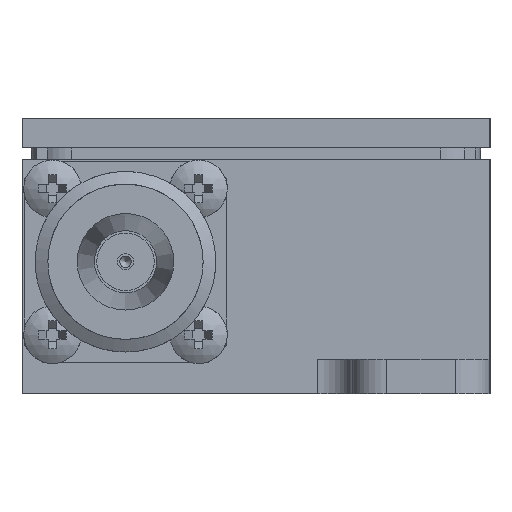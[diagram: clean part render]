
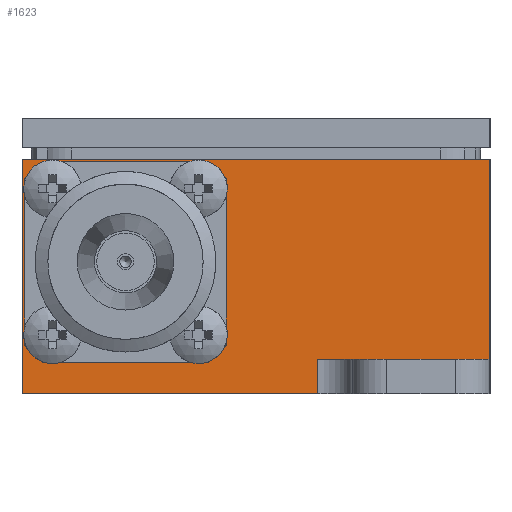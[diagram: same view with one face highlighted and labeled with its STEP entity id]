
A CAD part, left-side view. The second image highlights one B-rep face of the part: STEP entity #1623.
In plain terms, the highlighted planar face has unit normal (-1, 0, 0).
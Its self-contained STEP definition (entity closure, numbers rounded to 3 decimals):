
#1623=ADVANCED_FACE('',(#8678,#8680),#8682,.F.);
#8678=FACE_BOUND('',#8679,.T.);
#8679=EDGE_LOOP('',(#17650,#17651,#17652,#17653,#17654,#17655));
#8680=FACE_BOUND('',#8681,.T.);
#8681=EDGE_LOOP('',(#17656,#17657,#17658,#17659,#17660,#17661,#17662,#17663));
#8682=PLANE('',#8683);
#8683=AXIS2_PLACEMENT_3D('',#8684,#8685,#8686);
#8684=CARTESIAN_POINT('',(-46.9,-20.35,3.));
#8685=DIRECTION('',(1.,0.,0.));
#8686=DIRECTION('',(0.,0.,1.));
#17650=ORIENTED_EDGE('',*,*,#21310,.F.);
#17651=ORIENTED_EDGE('',*,*,#21311,.F.);
#17652=ORIENTED_EDGE('',*,*,#21312,.F.);
#17653=ORIENTED_EDGE('',*,*,#21313,.T.);
#17654=ORIENTED_EDGE('',*,*,#21314,.F.);
#17655=ORIENTED_EDGE('',*,*,#21315,.T.);
#17656=ORIENTED_EDGE('',*,*,#21316,.F.);
#17657=ORIENTED_EDGE('',*,*,#21317,.F.);
#17658=ORIENTED_EDGE('',*,*,#21318,.F.);
#17659=ORIENTED_EDGE('',*,*,#21319,.T.);
#17660=ORIENTED_EDGE('',*,*,#21320,.T.);
#17661=ORIENTED_EDGE('',*,*,#21321,.T.);
#17662=ORIENTED_EDGE('',*,*,#21322,.T.);
#17663=ORIENTED_EDGE('',*,*,#21323,.F.);
#21310=EDGE_CURVE('',#23546,#23547,#23548,.T.);
#21311=EDGE_CURVE('',#23549,#23546,#23550,.T.);
#21312=EDGE_CURVE('',#23551,#23549,#23552,.T.);
#21313=EDGE_CURVE('',#23551,#23553,#23554,.T.);
#21314=EDGE_CURVE('',#23555,#23553,#23556,.T.);
#21315=EDGE_CURVE('',#23555,#23547,#23557,.T.);
#21316=EDGE_CURVE('',#23558,#23559,#23560,.T.);
#21317=EDGE_CURVE('',#23561,#23558,#23562,.T.);
#21318=EDGE_CURVE('',#23563,#23561,#23564,.T.);
#21319=EDGE_CURVE('',#23563,#23565,#23566,.T.);
#21320=EDGE_CURVE('',#23565,#23567,#23568,.T.);
#21321=EDGE_CURVE('',#23567,#23569,#23570,.T.);
#21322=EDGE_CURVE('',#23569,#23571,#23572,.T.);
#21323=EDGE_CURVE('',#23559,#23571,#23573,.T.);
#23546=VERTEX_POINT('',#29610);
#23547=VERTEX_POINT('',#29611);
#23548=LINE('',#29612,#29613);
#23549=VERTEX_POINT('',#29615);
#23550=LINE('',#29616,#29617);
#23551=VERTEX_POINT('',#29619);
#23552=LINE('',#29620,#29621);
#23553=VERTEX_POINT('',#29623);
#23554=LINE('',#29624,#29625);
#23555=VERTEX_POINT('',#29627);
#23556=LINE('',#29628,#29629);
#23557=LINE('',#29631,#29632);
#23558=VERTEX_POINT('',#29634);
#23559=VERTEX_POINT('',#29635);
#23560=LINE('',#29636,#29637);
#23561=VERTEX_POINT('',#29639);
#23562=LINE('',#29640,#29641);
#23563=VERTEX_POINT('',#29643);
#23564=LINE('',#29644,#29645);
#23565=VERTEX_POINT('',#29647);
#23566=LINE('',#29648,#29649);
#23567=VERTEX_POINT('',#29651);
#23568=LINE('',#29652,#29653);
#23569=VERTEX_POINT('',#29655);
#23570=LINE('',#29656,#29657);
#23571=VERTEX_POINT('',#29659);
#23572=LINE('',#29660,#29661);
#23573=LINE('',#29663,#29664);
#29610=CARTESIAN_POINT('',(-46.9,20.35,20.4));
#29611=CARTESIAN_POINT('',(-46.9,-20.35,20.4));
#29612=CARTESIAN_POINT('',(-46.9,20.35,20.4));
#29613=VECTOR('',#29614,1.);
#29614=DIRECTION('',(0.,-1.,0.));
#29615=CARTESIAN_POINT('',(-46.9,20.35,0.));
#29616=CARTESIAN_POINT('',(-46.9,20.35,0.));
#29617=VECTOR('',#29618,1.);
#29618=DIRECTION('',(0.,0.,1.));
#29619=CARTESIAN_POINT('',(-46.9,-5.35,0.));
#29620=CARTESIAN_POINT('',(-46.9,-5.35,0.));
#29621=VECTOR('',#29622,1.);
#29622=DIRECTION('',(0.,1.,0.));
#29623=CARTESIAN_POINT('',(-46.9,-5.35,3.));
#29624=CARTESIAN_POINT('',(-46.9,-5.35,0.));
#29625=VECTOR('',#29626,1.);
#29626=DIRECTION('',(0.,0.,1.));
#29627=CARTESIAN_POINT('',(-46.9,-20.35,3.));
#29628=CARTESIAN_POINT('',(-46.9,-20.35,3.));
#29629=VECTOR('',#29630,1.);
#29630=DIRECTION('',(0.,1.,0.));
#29631=CARTESIAN_POINT('',(-46.9,-20.35,3.));
#29632=VECTOR('',#29633,1.);
#29633=DIRECTION('',(0.,0.,1.));
#29634=CARTESIAN_POINT('',(-46.9,2.6,4.25));
#29635=CARTESIAN_POINT('',(-46.9,2.6,18.75));
#29636=CARTESIAN_POINT('',(-46.9,2.6,4.25));
#29637=VECTOR('',#29638,1.);
#29638=DIRECTION('',(0.,0.,1.));
#29639=CARTESIAN_POINT('',(-46.9,4.1,2.75));
#29640=CARTESIAN_POINT('',(-46.9,4.1,2.75));
#29641=VECTOR('',#29642,1.);
#29642=DIRECTION('',(0.,-0.707,0.707));
#29643=CARTESIAN_POINT('',(-46.9,18.6,2.75));
#29644=CARTESIAN_POINT('',(-46.9,18.6,2.75));
#29645=VECTOR('',#29646,1.);
#29646=DIRECTION('',(0.,-1.,0.));
#29647=CARTESIAN_POINT('',(-46.9,20.1,4.25));
#29648=CARTESIAN_POINT('',(-46.9,18.6,2.75));
#29649=VECTOR('',#29650,1.);
#29650=DIRECTION('',(0.,0.707,0.707));
#29651=CARTESIAN_POINT('',(-46.9,20.1,18.75));
#29652=CARTESIAN_POINT('',(-46.9,20.1,4.25));
#29653=VECTOR('',#29654,1.);
#29654=DIRECTION('',(0.,0.,1.));
#29655=CARTESIAN_POINT('',(-46.9,18.6,20.25));
#29656=CARTESIAN_POINT('',(-46.9,20.1,18.75));
#29657=VECTOR('',#29658,1.);
#29658=DIRECTION('',(0.,-0.707,0.707));
#29659=CARTESIAN_POINT('',(-46.9,4.1,20.25));
#29660=CARTESIAN_POINT('',(-46.9,18.6,20.25));
#29661=VECTOR('',#29662,1.);
#29662=DIRECTION('',(0.,-1.,0.));
#29663=CARTESIAN_POINT('',(-46.9,2.6,18.75));
#29664=VECTOR('',#29665,1.);
#29665=DIRECTION('',(0.,0.707,0.707));
